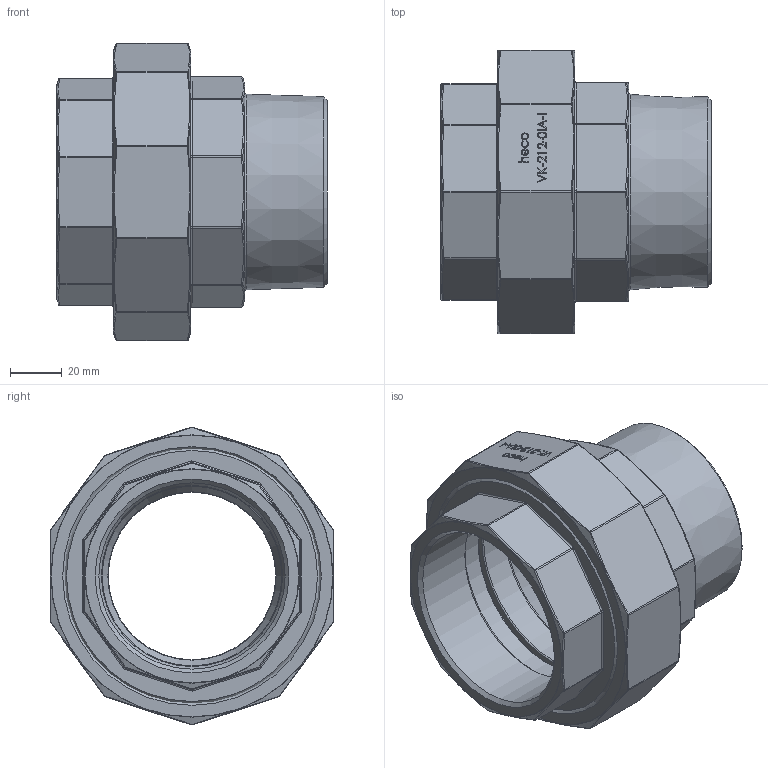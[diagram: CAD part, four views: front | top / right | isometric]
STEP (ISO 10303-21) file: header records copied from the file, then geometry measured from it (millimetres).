
FILE_DESCRIPTION (( 'STEP AP214' ), '1' );
FILE_NAME ('VK-212-0IA-I Verschraubung konisch 2202.STEP', '2022-02-11T09:12:33', ( '' ), ( '' ), 'SwSTEP 2.0', 'SolidWorks 2019', '' );
FILE_SCHEMA (( 'AUTOMOTIVE_DESIGN' ));
Length unit declared in the file: millimetre
Products named in the file (1): VK-212-0IA-I Verschraubung konisch 2202
Bounding box: 105 x 110 x 115.56 mm (x, y, z)
Volume: 277013.8 mm3; surface area: 91377.5 mm2
Topology: 3 solids, 3 shells, 398 faces, 955 edges, 590 vertices
Faces by surface type: plane 143, bspline 136, cylinder 60, torus 44, cone 15
Full cylindrical faces by diameter (mm): 65 x1, 70 x1, 72.22 x1, 75.5 x2, 91 x1, 92 x1, 96.5 x1, 97.37 x1, 100.33 x1
Entity records: 20412 total; most frequent: CARTESIAN_POINT 7937, ORIENTED_EDGE 1774, DIRECTION 1360, EDGE_CURVE 887, VERTEX_POINT 571, AXIS2_PLACEMENT_3D 482, EDGE_LOOP 480, FACE_OUTER_BOUND 432
